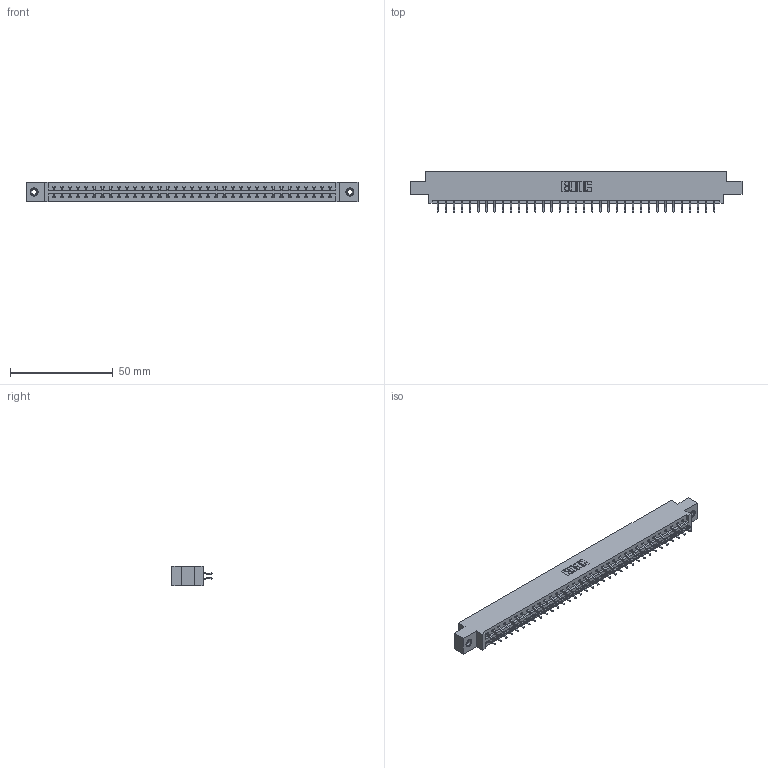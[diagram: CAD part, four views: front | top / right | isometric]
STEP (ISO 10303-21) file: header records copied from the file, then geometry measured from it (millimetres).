
FILE_DESCRIPTION (( 'STEP AP203' ), '1' );
FILE_NAME ('337-070-556-808.STEP', '2018-08-11T13:05:16', ( '' ), ( '' ), 'SwSTEP 2.0', 'SolidWorks 2016', '' );
FILE_SCHEMA (( 'CONFIG_CONTROL_DESIGN' ));
Length unit declared in the file: inch
Products named in the file (4): 337 Part_0.170 Offset - 0.156 Dia-TI; 345-292-001_556 Tail; 345-250-001_345-250-003-102; 337-070-556-808
Assembly tree (73 placements, depth 2):
  337-070-556-808
    337 Part_0.170 Offset - 0.156 Dia-TI
    345-292-001_556 Tail  x70
    345-250-001_345-250-003-102  x2
Bounding box: 161.7 x 19.57 x 9.4 mm (x, y, z)
Volume: 16820.9 mm3; surface area: 19005.9 mm2
Topology: 73 solids, 73 shells, 4378 faces, 12989 edges, 8558 vertices
Faces by surface type: plane 3046, cylinder 1316, cone 12, torus 4
Entity records: 29580 total; most frequent: CARTESIAN_POINT 4985, ORIENTED_EDGE 4902, DIRECTION 4273, EDGE_CURVE 2451, LINE 2295, VECTOR 2295, VERTEX_POINT 1628, AXIS2_PLACEMENT_3D 989
